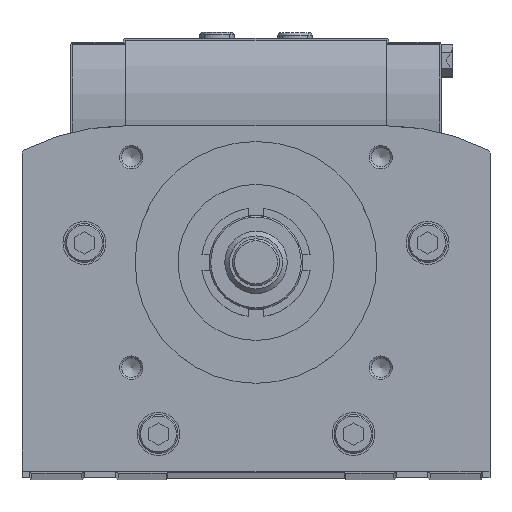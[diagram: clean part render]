
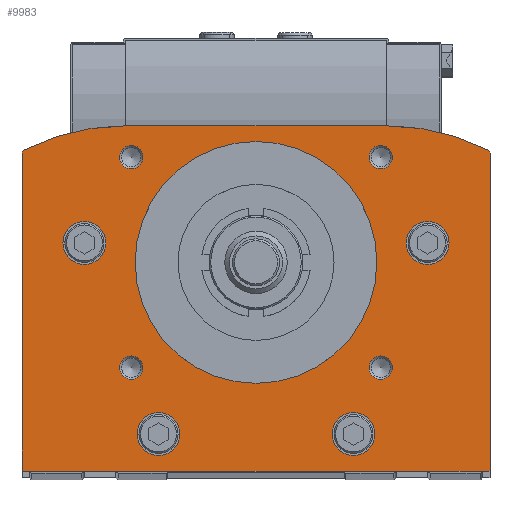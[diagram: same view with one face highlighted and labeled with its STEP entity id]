
A CAD part, top view. The second image highlights one B-rep face of the part: STEP entity #9983.
In plain terms, the highlighted planar face has unit normal (0, 0, 1).
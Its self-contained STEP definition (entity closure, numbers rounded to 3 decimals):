
#235=PLANE('',#12216);
#515=CIRCLE('',#11823,57.);
#518=CIRCLE('',#11827,57.);
#711=CIRCLE('',#12207,1.);
#712=CIRCLE('',#12212,1.);
#715=CIRCLE('',#12217,5.5);
#716=CIRCLE('',#12218,5.5);
#717=CIRCLE('',#12219,5.5);
#718=CIRCLE('',#12220,5.5);
#719=CIRCLE('',#12221,3.);
#720=CIRCLE('',#12222,3.);
#721=CIRCLE('',#12223,3.);
#722=CIRCLE('',#12224,3.);
#723=CIRCLE('',#12225,31.);
#2068=ORIENTED_EDGE('',*,*,#4327,.T.);
#2069=ORIENTED_EDGE('',*,*,#4328,.T.);
#2070=ORIENTED_EDGE('',*,*,#4329,.T.);
#2071=ORIENTED_EDGE('',*,*,#4330,.T.);
#2072=ORIENTED_EDGE('',*,*,#4331,.T.);
#2073=ORIENTED_EDGE('',*,*,#4332,.T.);
#2074=ORIENTED_EDGE('',*,*,#4333,.T.);
#2075=ORIENTED_EDGE('',*,*,#4334,.T.);
#2076=ORIENTED_EDGE('',*,*,#4335,.T.);
#2077=ORIENTED_EDGE('',*,*,#4315,.T.);
#2078=ORIENTED_EDGE('',*,*,#4317,.T.);
#2079=ORIENTED_EDGE('',*,*,#4320,.T.);
#2080=ORIENTED_EDGE('',*,*,#4322,.T.);
#2081=ORIENTED_EDGE('',*,*,#4323,.T.);
#2082=ORIENTED_EDGE('',*,*,#3693,.T.);
#2083=ORIENTED_EDGE('',*,*,#4326,.T.);
#2084=ORIENTED_EDGE('',*,*,#3701,.T.);
#3693=EDGE_CURVE('',#5078,#5077,#515,.T.);
#3701=EDGE_CURVE('',#5086,#5085,#518,.T.);
#4315=EDGE_CURVE('',#5085,#5516,#711,.T.);
#4317=EDGE_CURVE('',#5516,#5517,#6479,.T.);
#4320=EDGE_CURVE('',#5517,#5518,#6482,.T.);
#4322=EDGE_CURVE('',#5518,#5519,#6484,.T.);
#4323=EDGE_CURVE('',#5519,#5078,#712,.T.);
#4326=EDGE_CURVE('',#5077,#5086,#6485,.T.);
#4327=EDGE_CURVE('',#5520,#5520,#715,.T.);
#4328=EDGE_CURVE('',#5521,#5521,#716,.T.);
#4329=EDGE_CURVE('',#5522,#5522,#717,.T.);
#4330=EDGE_CURVE('',#5523,#5523,#718,.T.);
#4331=EDGE_CURVE('',#5524,#5524,#719,.T.);
#4332=EDGE_CURVE('',#5525,#5525,#720,.T.);
#4333=EDGE_CURVE('',#5526,#5526,#721,.T.);
#4334=EDGE_CURVE('',#5527,#5527,#722,.T.);
#4335=EDGE_CURVE('',#5528,#5528,#723,.T.);
#5077=VERTEX_POINT('',#15856);
#5078=VERTEX_POINT('',#15858);
#5085=VERTEX_POINT('',#15879);
#5086=VERTEX_POINT('',#15881);
#5516=VERTEX_POINT('',#17117);
#5517=VERTEX_POINT('',#17121);
#5518=VERTEX_POINT('',#17126);
#5519=VERTEX_POINT('',#17130);
#5520=VERTEX_POINT('',#17140);
#5521=VERTEX_POINT('',#17142);
#5522=VERTEX_POINT('',#17144);
#5523=VERTEX_POINT('',#17146);
#5524=VERTEX_POINT('',#17148);
#5525=VERTEX_POINT('',#17150);
#5526=VERTEX_POINT('',#17152);
#5527=VERTEX_POINT('',#17154);
#5528=VERTEX_POINT('',#17156);
#6479=LINE('',#17122,#7459);
#6482=LINE('',#17127,#7462);
#6484=LINE('',#17131,#7464);
#6485=LINE('',#17137,#7465);
#7459=VECTOR('',#14038,1000.);
#7462=VECTOR('',#14043,1000.);
#7464=VECTOR('',#14047,1000.);
#7465=VECTOR('',#14058,1000.);
#8226=EDGE_LOOP('',(#2068));
#8227=EDGE_LOOP('',(#2069));
#8228=EDGE_LOOP('',(#2070));
#8229=EDGE_LOOP('',(#2071));
#8230=EDGE_LOOP('',(#2072));
#8231=EDGE_LOOP('',(#2073));
#8232=EDGE_LOOP('',(#2074));
#8233=EDGE_LOOP('',(#2075));
#8234=EDGE_LOOP('',(#2076));
#8235=EDGE_LOOP('',(#2077,#2078,#2079,#2080,#2081,#2082,#2083,#2084));
#9032=FACE_BOUND('',#8226,.T.);
#9033=FACE_BOUND('',#8227,.T.);
#9034=FACE_BOUND('',#8228,.T.);
#9035=FACE_BOUND('',#8229,.T.);
#9036=FACE_BOUND('',#8230,.T.);
#9037=FACE_BOUND('',#8231,.T.);
#9038=FACE_BOUND('',#8232,.T.);
#9039=FACE_BOUND('',#8233,.T.);
#9040=FACE_BOUND('',#8234,.T.);
#9041=FACE_BOUND('',#8235,.T.);
#9983=ADVANCED_FACE('',(#9032,#9033,#9034,#9035,#9036,#9037,#9038,#9039,
#9040,#9041),#235,.T.);
#11823=AXIS2_PLACEMENT_3D('',#15857,#12841,#12842);
#11827=AXIS2_PLACEMENT_3D('',#15880,#12853,#12854);
#12207=AXIS2_PLACEMENT_3D('',#17118,#14033,#14034);
#12212=AXIS2_PLACEMENT_3D('',#17133,#14050,#14051);
#12216=AXIS2_PLACEMENT_3D('',#17138,#14059,#14060);
#12217=AXIS2_PLACEMENT_3D('',#17139,#14061,#14062);
#12218=AXIS2_PLACEMENT_3D('',#17141,#14063,#14064);
#12219=AXIS2_PLACEMENT_3D('',#17143,#14065,#14066);
#12220=AXIS2_PLACEMENT_3D('',#17145,#14067,#14068);
#12221=AXIS2_PLACEMENT_3D('',#17147,#14069,#14070);
#12222=AXIS2_PLACEMENT_3D('',#17149,#14071,#14072);
#12223=AXIS2_PLACEMENT_3D('',#17151,#14073,#14074);
#12224=AXIS2_PLACEMENT_3D('',#17153,#14075,#14076);
#12225=AXIS2_PLACEMENT_3D('',#17155,#14077,#14078);
#12841=DIRECTION('',(0.,0.,1.));
#12842=DIRECTION('',(1.,0.,0.));
#12853=DIRECTION('',(0.,0.,1.));
#12854=DIRECTION('',(1.,0.,0.));
#14033=DIRECTION('',(0.,0.,1.));
#14034=DIRECTION('',(1.,0.,0.));
#14038=DIRECTION('',(0.,-1.,0.));
#14043=DIRECTION('',(1.,0.,0.));
#14047=DIRECTION('',(0.,1.,0.));
#14050=DIRECTION('',(0.,0.,1.));
#14051=DIRECTION('',(1.,0.,0.));
#14058=DIRECTION('',(-1.,0.,0.));
#14059=DIRECTION('',(0.,0.,1.));
#14060=DIRECTION('',(1.,0.,0.));
#14061=DIRECTION('',(0.,0.,-1.));
#14062=DIRECTION('',(-1.,0.,0.));
#14063=DIRECTION('',(0.,0.,-1.));
#14064=DIRECTION('',(-1.,0.,0.));
#14065=DIRECTION('',(0.,0.,-1.));
#14066=DIRECTION('',(-1.,0.,0.));
#14067=DIRECTION('',(0.,0.,-1.));
#14068=DIRECTION('',(-1.,0.,0.));
#14069=DIRECTION('',(0.,0.,-1.));
#14070=DIRECTION('',(-1.,0.,0.));
#14071=DIRECTION('',(0.,0.,-1.));
#14072=DIRECTION('',(-1.,0.,0.));
#14073=DIRECTION('',(0.,0.,-1.));
#14074=DIRECTION('',(-1.,0.,0.));
#14075=DIRECTION('',(0.,0.,-1.));
#14076=DIRECTION('',(-1.,0.,0.));
#14077=DIRECTION('',(0.,0.,-1.));
#14078=DIRECTION('',(-1.,0.,0.));
#15856=CARTESIAN_POINT('',(33.7,89.,979.));
#15857=CARTESIAN_POINT('',(33.7,32.,979.));
#15858=CARTESIAN_POINT('',(59.452,82.851,979.));
#15879=CARTESIAN_POINT('',(-59.452,82.851,979.));
#15880=CARTESIAN_POINT('',(-33.7,32.,979.));
#15881=CARTESIAN_POINT('',(-33.7,89.,979.));
#17117=CARTESIAN_POINT('',(-60.,81.959,979.));
#17118=CARTESIAN_POINT('',(-59.,81.959,979.));
#17121=CARTESIAN_POINT('',(-60.,0.5,979.));
#17122=CARTESIAN_POINT('',(-60.,81.959,979.));
#17126=CARTESIAN_POINT('',(60.,0.5,979.));
#17127=CARTESIAN_POINT('',(-60.,0.5,979.));
#17130=CARTESIAN_POINT('',(60.,81.959,979.));
#17131=CARTESIAN_POINT('',(60.,0.5,979.));
#17133=CARTESIAN_POINT('',(59.,81.959,979.));
#17137=CARTESIAN_POINT('',(33.7,89.,979.));
#17138=CARTESIAN_POINT('',(-59.,81.959,979.));
#17139=CARTESIAN_POINT('',(-44.,59.,979.));
#17140=CARTESIAN_POINT('',(-49.5,59.,979.));
#17141=CARTESIAN_POINT('',(44.,59.,979.));
#17142=CARTESIAN_POINT('',(38.5,59.,979.));
#17143=CARTESIAN_POINT('',(-25.,10.,979.));
#17144=CARTESIAN_POINT('',(-30.5,10.,979.));
#17145=CARTESIAN_POINT('',(25.,10.,979.));
#17146=CARTESIAN_POINT('',(19.5,10.,979.));
#17147=CARTESIAN_POINT('',(-32.,81.,979.));
#17148=CARTESIAN_POINT('',(-35.,81.,979.));
#17149=CARTESIAN_POINT('',(32.,27.,979.));
#17150=CARTESIAN_POINT('',(29.,27.,979.));
#17151=CARTESIAN_POINT('',(-32.,27.,979.));
#17152=CARTESIAN_POINT('',(-35.,27.,979.));
#17153=CARTESIAN_POINT('',(32.,81.,979.));
#17154=CARTESIAN_POINT('',(29.,81.,979.));
#17155=CARTESIAN_POINT('',(0.,54.,979.));
#17156=CARTESIAN_POINT('',(-31.,54.,979.));
